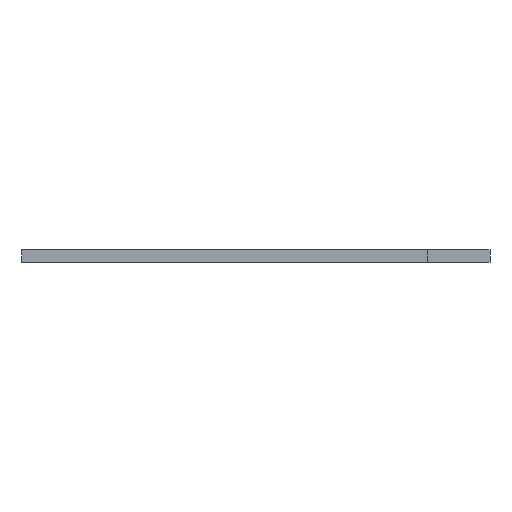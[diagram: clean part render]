
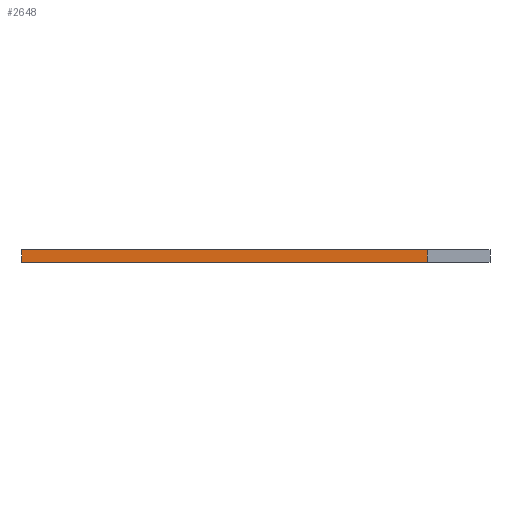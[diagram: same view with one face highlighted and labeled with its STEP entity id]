
A CAD part, left-side view. The second image highlights one B-rep face of the part: STEP entity #2648.
In plain terms, the highlighted planar face has unit normal (-1, 0, 0).
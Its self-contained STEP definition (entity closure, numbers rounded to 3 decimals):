
#1294=DIRECTION('',(0.,-1.,0.));
#1295=VECTOR('',#1294,165.);
#1296=CARTESIAN_POINT('',(-354.438,100.785,0.));
#1297=LINE('',#1296,#1295);
#1371=DIRECTION('',(0.,0.,1.));
#1372=VECTOR('',#1371,5.);
#1373=CARTESIAN_POINT('',(-354.438,-64.215,0.));
#1374=LINE('',#1373,#1372);
#1392=DIRECTION('',(0.,0.,1.));
#1393=VECTOR('',#1392,5.);
#1394=CARTESIAN_POINT('',(-354.438,100.785,0.));
#1395=LINE('',#1394,#1393);
#1399=DIRECTION('',(0.,-1.,0.));
#1400=VECTOR('',#1399,165.);
#1401=CARTESIAN_POINT('',(-354.438,100.785,5.));
#1402=LINE('',#1401,#1400);
#1418=CARTESIAN_POINT('',(-354.438,-64.215,5.));
#1419=VERTEX_POINT('',#1418);
#1420=CARTESIAN_POINT('',(-354.438,100.785,5.));
#1421=VERTEX_POINT('',#1420);
#1606=CARTESIAN_POINT('',(-354.438,100.785,0.));
#1607=CARTESIAN_POINT('',(-354.438,-64.215,0.));
#1608=VERTEX_POINT('',#1606);
#1609=VERTEX_POINT('',#1607);
#2637=CARTESIAN_POINT('',(-354.438,100.785,0.));
#2638=DIRECTION('',(-1.,0.,0.));
#2639=DIRECTION('',(0.,-1.,0.));
#2640=AXIS2_PLACEMENT_3D('',#2637,#2638,#2639);
#2641=PLANE('',#2640);
#2642=ORIENTED_EDGE('',*,*,#2630,.F.);
#2643=ORIENTED_EDGE('',*,*,#2529,.F.);
#2644=ORIENTED_EDGE('',*,*,#2510,.T.);
#2645=ORIENTED_EDGE('',*,*,#1665,.T.);
#2646=EDGE_LOOP('',(#2642,#2643,#2644,#2645));
#2647=FACE_OUTER_BOUND('',#2646,.F.);
#1665=EDGE_CURVE('',#1421,#1419,#1402,.T.);
#2510=EDGE_CURVE('',#1608,#1421,#1395,.T.);
#2529=EDGE_CURVE('',#1608,#1609,#1297,.T.);
#2630=EDGE_CURVE('',#1609,#1419,#1374,.T.);
#2648=ADVANCED_FACE('',(#2647),#2641,.T.);
